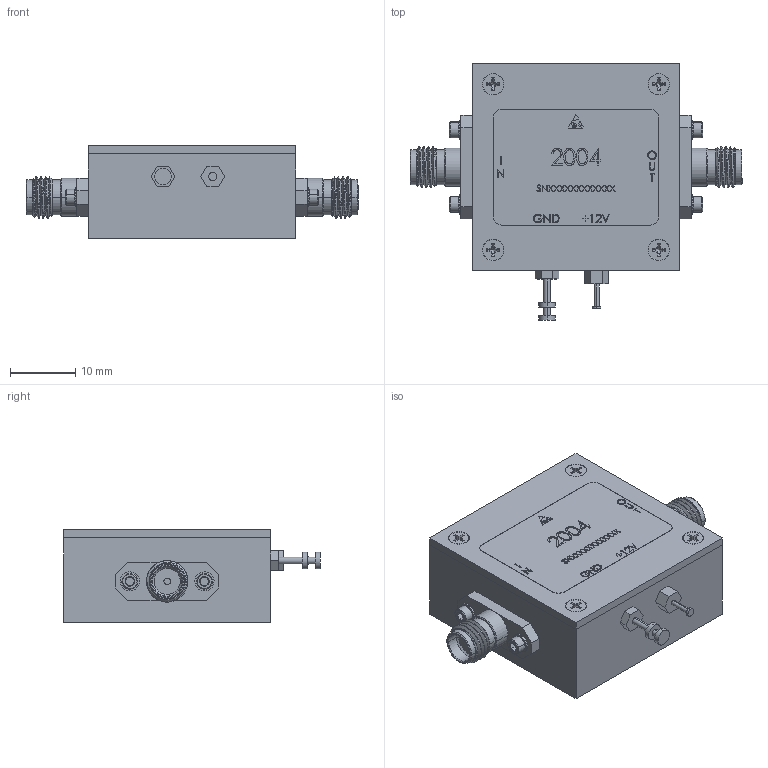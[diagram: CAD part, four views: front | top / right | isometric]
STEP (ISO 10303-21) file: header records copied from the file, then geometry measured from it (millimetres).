
FILE_DESCRIPTION (( 'STEP AP214' ), '1' );
FILE_NAME ('FMFD2004_3D.step', '2023-08-08T20:35:51', ( '' ), ( '' ), 'SwSTEP 2.0', 'SolidWorks 2022', '' );
FILE_SCHEMA (( 'AUTOMOTIVE_DESIGN' ));
Length unit declared in the file: inch
Products named in the file (1): FMFD2004_3D
Bounding box: 50.9 x 39.37 x 14.35 mm (x, y, z)
Volume: 15009.6 mm3; surface area: 5094.5 mm2
Topology: 1 solids, 13 shells, 1014 faces, 2597 edges, 1680 vertices
Faces by surface type: plane 532, cylinder 213, cone 152, bspline 117
Entity records: 43559 total; most frequent: CARTESIAN_POINT 20463, ORIENTED_EDGE 5146, DIRECTION 4175, EDGE_CURVE 2573, VERTEX_POINT 1680, VECTOR 1543, LINE 1543, AXIS2_PLACEMENT_3D 1316
